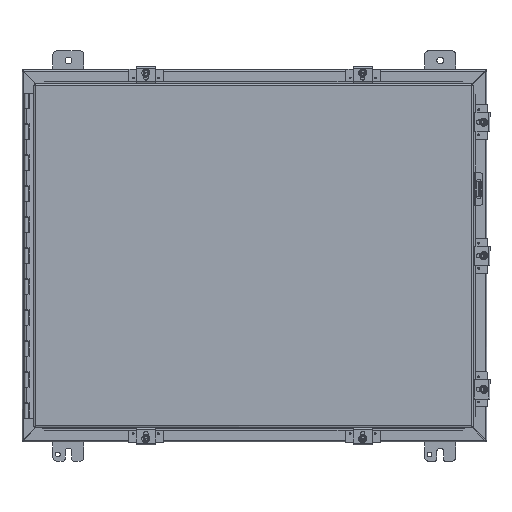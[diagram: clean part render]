
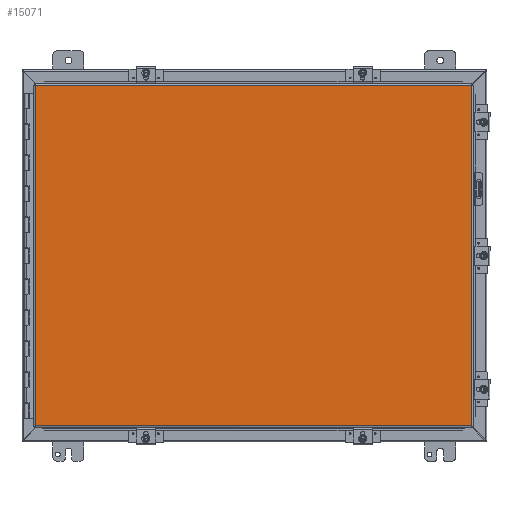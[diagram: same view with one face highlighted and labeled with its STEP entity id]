
A CAD part, top view. The second image highlights one B-rep face of the part: STEP entity #15071.
In plain terms, the highlighted face is planar.
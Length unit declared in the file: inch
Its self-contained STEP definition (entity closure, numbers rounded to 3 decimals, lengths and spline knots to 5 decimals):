
#1825=LINE('',#25000,#3170);
#1831=LINE('',#25121,#3176);
#1841=LINE('',#25274,#3186);
#1844=LINE('',#25307,#3189);
#3170=VECTOR('',#19535,0.3937);
#3176=VECTOR('',#19549,0.3937);
#3186=VECTOR('',#19571,0.3937);
#3189=VECTOR('',#19580,0.3937);
#4333=PLANE('',#16528);
#5051=FACE_OUTER_BOUND('',#5962,.T.);
#5962=EDGE_LOOP('',(#12704,#12705,#12706,#12707));
#7643=VERTEX_POINT('',#24991);
#7644=VERTEX_POINT('',#24999);
#7647=VERTEX_POINT('',#25069);
#7648=VERTEX_POINT('',#25113);
#9401=EDGE_CURVE('',#7644,#7643,#1825,.T.);
#9414=EDGE_CURVE('',#7647,#7648,#1831,.T.);
#9431=EDGE_CURVE('',#7643,#7647,#1841,.T.);
#9435=EDGE_CURVE('',#7648,#7644,#1844,.T.);
#12704=ORIENTED_EDGE('',*,*,#9431,.T.);
#12705=ORIENTED_EDGE('',*,*,#9414,.T.);
#12706=ORIENTED_EDGE('',*,*,#9435,.T.);
#12707=ORIENTED_EDGE('',*,*,#9401,.T.);
#15071=ADVANCED_FACE('',(#5051),#4333,.F.);
#16528=AXIS2_PLACEMENT_3D('',#25387,#19594,#19595);
#19535=DIRECTION('',(-1.,0.,0.));
#19549=DIRECTION('',(1.,0.,0.));
#19571=DIRECTION('',(0.,1.,0.));
#19580=DIRECTION('',(0.,-1.,0.));
#19594=DIRECTION('center_axis',(0.,0.,1.));
#19595=DIRECTION('ref_axis',(1.,0.,0.));
#24991=CARTESIAN_POINT('',(-14.08225,-10.9885,0.));
#24999=CARTESIAN_POINT('',(14.08225,-10.9885,0.));
#25000=CARTESIAN_POINT('',(7.04113,-10.9885,0.));
#25069=CARTESIAN_POINT('',(-14.08225,10.9885,0.));
#25113=CARTESIAN_POINT('',(14.08225,10.9885,0.));
#25121=CARTESIAN_POINT('',(-7.09375,10.9885,0.));
#25274=CARTESIAN_POINT('',(-14.08225,-5.49425,0.));
#25307=CARTESIAN_POINT('',(14.08225,5.49425,0.));
#25387=CARTESIAN_POINT('Origin',(0.,0.,
0.));
